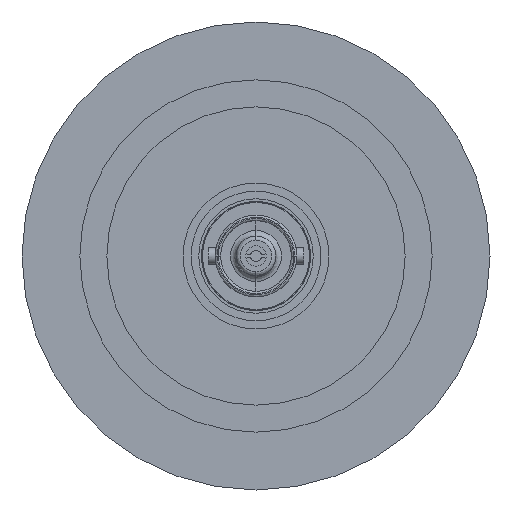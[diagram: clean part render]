
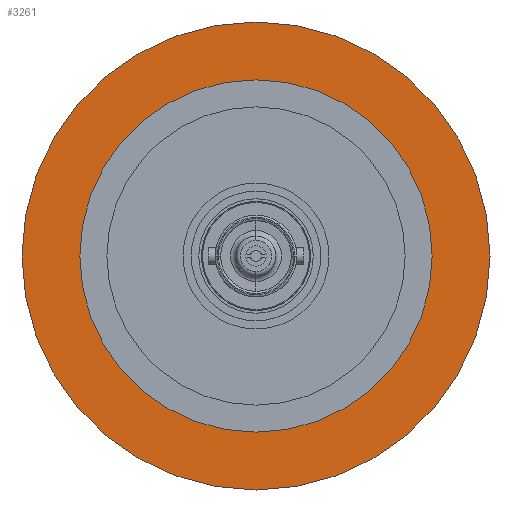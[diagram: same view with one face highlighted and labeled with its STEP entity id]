
A CAD part, front view. The second image highlights one B-rep face of the part: STEP entity #3261.
In plain terms, the highlighted planar face has unit normal (0, -1, 0).
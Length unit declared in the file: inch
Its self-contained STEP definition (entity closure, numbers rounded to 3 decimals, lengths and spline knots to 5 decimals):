
#171 = CARTESIAN_POINT ( 'NONE',  ( 0., -0.1, 0. ) ) ;
#177 = PLANE ( 'NONE',  #595 ) ;
#179 = DIRECTION ( 'NONE',  ( 0., -1., 0. ) ) ;
#180 = DIRECTION ( 'NONE',  ( 0., 0., -1. ) ) ;
#595 = AXIS2_PLACEMENT_3D ( 'NONE', #171, #179, #180 ) ;
#620 = AXIS2_PLACEMENT_3D ( 'NONE', #1480, #1481, #1482 ) ;
#643 = AXIS2_PLACEMENT_3D ( 'NONE', #5039, #5041, #5043 ) ;
#676 = AXIS2_PLACEMENT_3D ( 'NONE', #3295, #3296, #3297 ) ;
#1004 = EDGE_LOOP ( 'NONE', ( #1676, #1677 ) ) ;
#1007 = EDGE_LOOP ( 'NONE', ( #1672, #1675 ) ) ;
#1480 = CARTESIAN_POINT ( 'NONE',  ( 0., -0.1, 0. ) ) ;
#1481 = DIRECTION ( 'NONE',  ( 0., -1., 0. ) ) ;
#1482 = DIRECTION ( 'NONE',  ( 0., 0., 1. ) ) ;
#1672 = ORIENTED_EDGE ( 'NONE', *, *, #7145, .T. ) ;
#1675 = ORIENTED_EDGE ( 'NONE', *, *, #3526, .T. ) ;
#1676 = ORIENTED_EDGE ( 'NONE', *, *, #7095, .T. ) ;
#1677 = ORIENTED_EDGE ( 'NONE', *, *, #1816, .T. ) ;
#1816 = EDGE_CURVE ( 'NONE', #6132, #5924, #4138, .T. ) ;
#3261 = ADVANCED_FACE ( 'NONE', ( #5002, #5008 ), #177, .T. ) ;
#3295 = CARTESIAN_POINT ( 'NONE',  ( 0., -0.1, 0. ) ) ;
#3296 = DIRECTION ( 'NONE',  ( 0., -1., 0. ) ) ;
#3297 = DIRECTION ( 'NONE',  ( 0., 0., 1. ) ) ;
#3526 = EDGE_CURVE ( 'NONE', #6078, #5998, #5076, .T. ) ;
#4138 = CIRCLE ( 'NONE', #4650, 0.815 ) ;
#4650 = AXIS2_PLACEMENT_3D ( 'NONE', #5327, #5325, #5323 ) ;
#5002 = FACE_OUTER_BOUND ( 'NONE', #1007, .T. ) ;
#5008 = FACE_BOUND ( 'NONE', #1004, .T. ) ;
#5039 = CARTESIAN_POINT ( 'NONE',  ( 0., -0.1, 0. ) ) ;
#5041 = DIRECTION ( 'NONE',  ( 0., 1., 0. ) ) ;
#5043 = DIRECTION ( 'NONE',  ( 0., 0., 1. ) ) ;
#5076 = CIRCLE ( 'NONE', #620, 1.0825 ) ;
#5323 = DIRECTION ( 'NONE',  ( 0., 0., 1. ) ) ;
#5325 = DIRECTION ( 'NONE',  ( 0., 1., 0. ) ) ;
#5327 = CARTESIAN_POINT ( 'NONE',  ( 0., -0.1, 0. ) ) ;
#5924 = VERTEX_POINT ( 'NONE', #6879 ) ;
#5998 = VERTEX_POINT ( 'NONE', #6952 ) ;
#6078 = VERTEX_POINT ( 'NONE', #6963 ) ;
#6132 = VERTEX_POINT ( 'NONE', #6987 ) ;
#6879 = CARTESIAN_POINT ( 'NONE',  ( 0., -0.1, 0.815 ) ) ;
#6952 = CARTESIAN_POINT ( 'NONE',  ( 0., -0.1, 1.0825 ) ) ;
#6963 = CARTESIAN_POINT ( 'NONE',  ( 0., -0.1, -1.0825 ) ) ;
#6987 = CARTESIAN_POINT ( 'NONE',  ( 0., -0.1, -0.815 ) ) ;
#7095 = EDGE_CURVE ( 'NONE', #5924, #6132, #7228, .T. ) ;
#7145 = EDGE_CURVE ( 'NONE', #5998, #6078, #7281, .T. ) ;
#7228 = CIRCLE ( 'NONE', #643, 0.815 ) ;
#7281 = CIRCLE ( 'NONE', #676, 1.0825 ) ;
